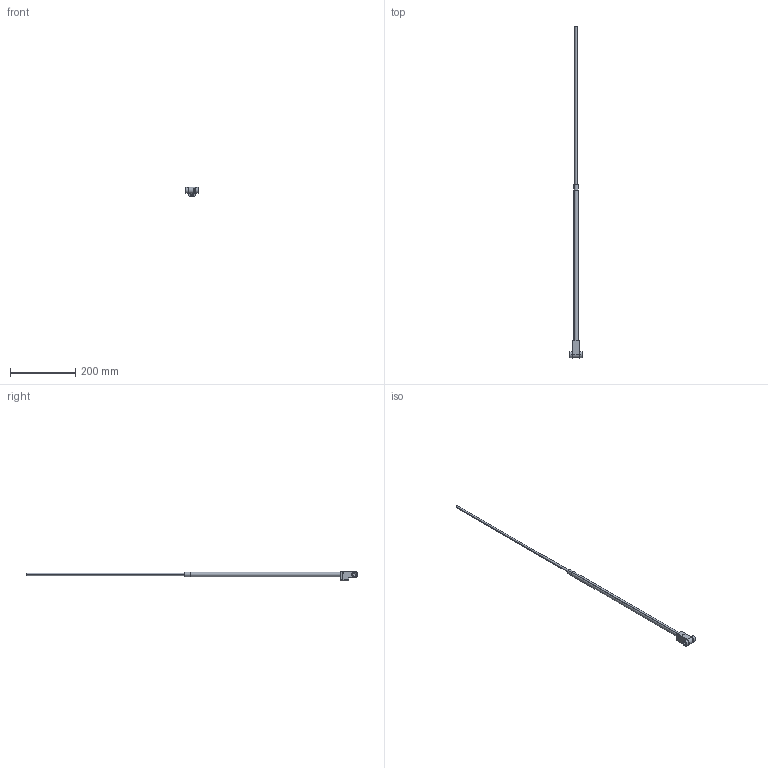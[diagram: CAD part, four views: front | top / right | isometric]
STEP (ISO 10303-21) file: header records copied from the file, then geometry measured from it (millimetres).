
FILE_DESCRIPTION (( 'STEP AP214' ), '1' );
FILE_NAME ('fc400500.STEP', '2022-09-28T07:29:11', ( '' ), ( '' ), 'SwSTEP 2.0', 'SolidWorks 2021', '' );
FILE_SCHEMA (( 'AUTOMOTIVE_DESIGN' ));
Length unit declared in the file: millimetre
Products named in the file (8): 3JT13X2,5-VIT; FC400500-C; FC400500-B; 1BOLA-D5; 1DIN912416_DIN 912 M4 x 16 --- 16C; fc400500; FC400500-D; FC400500-A
Assembly tree (9 placements, depth 2):
  fc400500
    FC400500-C  x2
    FC400500-B
    1DIN912416_DIN 912 M4 x 16 --- 16C
    3JT13X2,5-VIT
    1BOLA-D5  x2
    FC400500-D
    FC400500-A
Bounding box: 40 x 1014 x 30 mm (x, y, z)
Volume: 63880.6 mm3; surface area: 93061.8 mm2
Topology: 9 solids, 9 shells, 191 faces, 462 edges, 275 vertices
Faces by surface type: cylinder 70, plane 63, cone 32, torus 18, bspline 4, sphere 4
Entity records: 6170 total; most frequent: CARTESIAN_POINT 1454, DIRECTION 959, ORIENTED_EDGE 856, EDGE_CURVE 428, AXIS2_PLACEMENT_3D 382, VERTEX_POINT 259, EDGE_LOOP 207, LINE 195
